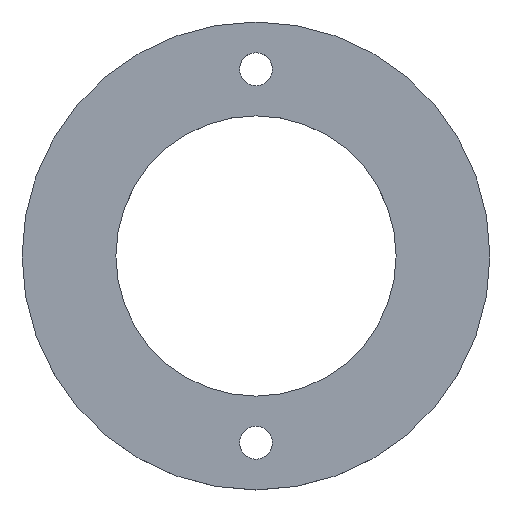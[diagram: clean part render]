
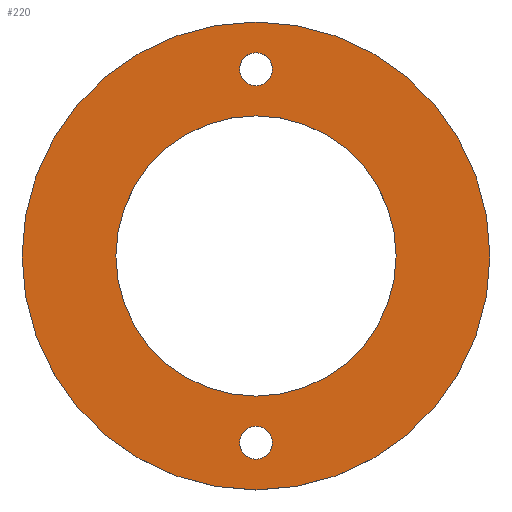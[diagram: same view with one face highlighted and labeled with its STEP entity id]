
A CAD part, top view. The second image highlights one B-rep face of the part: STEP entity #220.
In plain terms, the highlighted planar face has unit normal (0, 0, 1).
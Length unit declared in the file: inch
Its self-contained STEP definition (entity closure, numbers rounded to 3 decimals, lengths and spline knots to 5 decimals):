
#6 = DIRECTION ( 'NONE',  ( 0., 0., 1. ) ) ;
#11 = CARTESIAN_POINT ( 'NONE',  ( 1.065, 0., 0.125 ) ) ;
#13 = DIRECTION ( 'NONE',  ( 1., 0., 0. ) ) ;
#18 = AXIS2_PLACEMENT_3D ( 'NONE', #80, #170, #57 ) ;
#25 = VERTEX_POINT ( 'NONE', #180 ) ;
#26 = VERTEX_POINT ( 'NONE', #271 ) ;
#30 = EDGE_CURVE ( 'NONE', #25, #397, #110, .T. ) ;
#34 = CARTESIAN_POINT ( 'NONE',  ( 0.075, 0.85, 0.125 ) ) ;
#35 = DIRECTION ( 'NONE',  ( 1., 0., 0. ) ) ;
#40 = CIRCLE ( 'NONE', #366, 1.065 ) ;
#43 = PLANE ( 'NONE',  #309 ) ;
#44 = CARTESIAN_POINT ( 'NONE',  ( 0., 0., 0.125 ) ) ;
#56 = EDGE_CURVE ( 'NONE', #263, #179, #278, .T. ) ;
#57 = DIRECTION ( 'NONE',  ( 1., 0., 0. ) ) ;
#61 = CARTESIAN_POINT ( 'NONE',  ( 0., -0.85, 0.125 ) ) ;
#72 = AXIS2_PLACEMENT_3D ( 'NONE', #44, #167, #288 ) ;
#74 = ORIENTED_EDGE ( 'NONE', *, *, #56, .F. ) ;
#78 = CIRCLE ( 'NONE', #209, 0.075 ) ;
#79 = EDGE_LOOP ( 'NONE', ( #173, #74 ) ) ;
#80 = CARTESIAN_POINT ( 'NONE',  ( 0., 0.85, 0.125 ) ) ;
#82 = EDGE_CURVE ( 'NONE', #217, #324, #40, .T. ) ;
#85 = ORIENTED_EDGE ( 'NONE', *, *, #82, .T. ) ;
#94 = FACE_OUTER_BOUND ( 'NONE', #329, .T. ) ;
#101 = EDGE_CURVE ( 'NONE', #26, #152, #78, .T. ) ;
#105 = CARTESIAN_POINT ( 'NONE',  ( 0., -0.85, 0.125 ) ) ;
#110 = CIRCLE ( 'NONE', #327, 0.075 ) ;
#111 = ORIENTED_EDGE ( 'NONE', *, *, #124, .F. ) ;
#124 = EDGE_CURVE ( 'NONE', #397, #25, #343, .T. ) ;
#139 = FACE_BOUND ( 'NONE', #285, .T. ) ;
#145 = CARTESIAN_POINT ( 'NONE',  ( -0.075, -0.85, 0.125 ) ) ;
#152 = VERTEX_POINT ( 'NONE', #34 ) ;
#154 = CIRCLE ( 'NONE', #72, 1.065 ) ;
#156 = DIRECTION ( 'NONE',  ( 0., 0., 1. ) ) ;
#166 = DIRECTION ( 'NONE',  ( 0., 0., 1. ) ) ;
#167 = DIRECTION ( 'NONE',  ( 0., 0., 1. ) ) ;
#170 = DIRECTION ( 'NONE',  ( 0., 0., 1. ) ) ;
#173 = ORIENTED_EDGE ( 'NONE', *, *, #192, .F. ) ;
#179 = VERTEX_POINT ( 'NONE', #293 ) ;
#180 = CARTESIAN_POINT ( 'NONE',  ( 0.075, -0.85, 0.125 ) ) ;
#183 = AXIS2_PLACEMENT_3D ( 'NONE', #105, #381, #310 ) ;
#186 = CIRCLE ( 'NONE', #18, 0.075 ) ;
#192 = EDGE_CURVE ( 'NONE', #179, #263, #202, .T. ) ;
#199 = CARTESIAN_POINT ( 'NONE',  ( -1.065, 0., 0.125 ) ) ;
#201 = CARTESIAN_POINT ( 'NONE',  ( 0., 0., 0.125 ) ) ;
#202 = CIRCLE ( 'NONE', #348, 0.6378 ) ;
#209 = AXIS2_PLACEMENT_3D ( 'NONE', #349, #282, #305 ) ;
#217 = VERTEX_POINT ( 'NONE', #199 ) ;
#220 = ADVANCED_FACE ( 'NONE', ( #374, #94, #364, #139 ), #43, .T. ) ;
#225 = DIRECTION ( 'NONE',  ( 0., 0., 1. ) ) ;
#263 = VERTEX_POINT ( 'NONE', #323 ) ;
#270 = ORIENTED_EDGE ( 'NONE', *, *, #321, .T. ) ;
#271 = CARTESIAN_POINT ( 'NONE',  ( -0.075, 0.85, 0.125 ) ) ;
#274 = ORIENTED_EDGE ( 'NONE', *, *, #344, .F. ) ;
#278 = CIRCLE ( 'NONE', #317, 0.6378 ) ;
#282 = DIRECTION ( 'NONE',  ( 0., 0., 1. ) ) ;
#285 = EDGE_LOOP ( 'NONE', ( #111, #359 ) ) ;
#287 = DIRECTION ( 'NONE',  ( 1., 0., 0. ) ) ;
#288 = DIRECTION ( 'NONE',  ( 1., 0., 0. ) ) ;
#293 = CARTESIAN_POINT ( 'NONE',  ( -0.6378, 0., 0.125 ) ) ;
#305 = DIRECTION ( 'NONE',  ( 1., 0., 0. ) ) ;
#309 = AXIS2_PLACEMENT_3D ( 'NONE', #201, #225, #13 ) ;
#310 = DIRECTION ( 'NONE',  ( 1., 0., 0. ) ) ;
#312 = CARTESIAN_POINT ( 'NONE',  ( 0., 0., 0.125 ) ) ;
#317 = AXIS2_PLACEMENT_3D ( 'NONE', #379, #156, #373 ) ;
#321 = EDGE_CURVE ( 'NONE', #324, #217, #154, .T. ) ;
#323 = CARTESIAN_POINT ( 'NONE',  ( 0.6378, 0., 0.125 ) ) ;
#324 = VERTEX_POINT ( 'NONE', #11 ) ;
#327 = AXIS2_PLACEMENT_3D ( 'NONE', #61, #339, #382 ) ;
#329 = EDGE_LOOP ( 'NONE', ( #85, #270 ) ) ;
#339 = DIRECTION ( 'NONE',  ( 0., 0., 1. ) ) ;
#343 = CIRCLE ( 'NONE', #183, 0.075 ) ;
#344 = EDGE_CURVE ( 'NONE', #152, #26, #186, .T. ) ;
#346 = ORIENTED_EDGE ( 'NONE', *, *, #101, .F. ) ;
#348 = AXIS2_PLACEMENT_3D ( 'NONE', #352, #166, #287 ) ;
#349 = CARTESIAN_POINT ( 'NONE',  ( 0., 0.85, 0.125 ) ) ;
#352 = CARTESIAN_POINT ( 'NONE',  ( 0., 0., 0.125 ) ) ;
#359 = ORIENTED_EDGE ( 'NONE', *, *, #30, .F. ) ;
#360 = EDGE_LOOP ( 'NONE', ( #346, #274 ) ) ;
#364 = FACE_BOUND ( 'NONE', #79, .T. ) ;
#366 = AXIS2_PLACEMENT_3D ( 'NONE', #312, #6, #35 ) ;
#373 = DIRECTION ( 'NONE',  ( 1., 0., 0. ) ) ;
#374 = FACE_BOUND ( 'NONE', #360, .T. ) ;
#379 = CARTESIAN_POINT ( 'NONE',  ( 0., 0., 0.125 ) ) ;
#381 = DIRECTION ( 'NONE',  ( 0., 0., 1. ) ) ;
#382 = DIRECTION ( 'NONE',  ( 1., 0., 0. ) ) ;
#397 = VERTEX_POINT ( 'NONE', #145 ) ;
